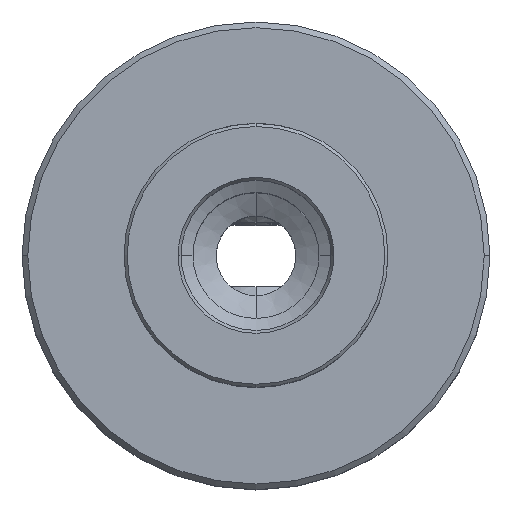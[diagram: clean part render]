
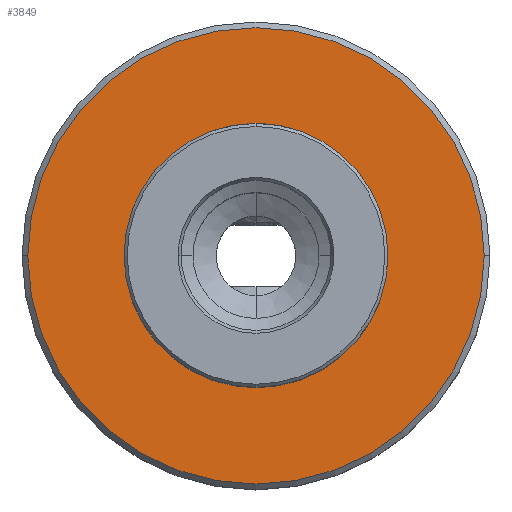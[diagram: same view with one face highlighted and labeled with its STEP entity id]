
A CAD part, top view. The second image highlights one B-rep face of the part: STEP entity #3849.
In plain terms, the highlighted planar face has unit normal (0, 0, 1).
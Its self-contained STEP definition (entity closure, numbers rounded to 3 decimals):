
#1987=EDGE_CURVE('NONE',#3355,#3293,#5382,.T.);
#2407=EDGE_CURVE('NONE',#3293,#3355,#5844,.T.);
#3077=EDGE_CURVE('NONE',#4277,#4837,#6579,.T.);
#3293=VERTEX_POINT('NONE',#6814);
#3355=VERTEX_POINT('NONE',#6882);
#3849=ADVANCED_FACE('NONE',(#7428,#7429),#7430,.F.);
#4277=VERTEX_POINT('NONE',#7917);
#4759=EDGE_CURVE('NONE',#4837,#4277,#8455,.T.);
#4837=VERTEX_POINT('NONE',#8540);
#5382=CIRCLE('',#9550,10.9);
#5844=CIRCLE('',#10892,10.9);
#6579=CIRCLE('',#12872,19.025);
#6814=CARTESIAN_POINT('',(-10.9,0.,0.0));
#6882=CARTESIAN_POINT('',(10.9,0.,0.0));
#7428=FACE_OUTER_BOUND('',#14985,.T.);
#7429=FACE_BOUND('',#14986,.T.);
#7430=PLANE('',#14987);
#7917=CARTESIAN_POINT('',(19.025,0.,0.0));
#8455=CIRCLE('',#17783,19.025);
#8540=CARTESIAN_POINT('',(-19.025,0.,0.0));
#9550=AXIS2_PLACEMENT_3D('',#18973,#18974,#18975);
#10892=AXIS2_PLACEMENT_3D('',#19389,#19390,#19391);
#12872=AXIS2_PLACEMENT_3D('',#20120,#20121,#20122);
#14985=EDGE_LOOP('',(#20956,#20957));
#14986=EDGE_LOOP('',(#20958,#20959));
#14987=AXIS2_PLACEMENT_3D('',#20960,#20961,#20962);
#17783=AXIS2_PLACEMENT_3D('',#22087,#22088,#22089);
#18973=CARTESIAN_POINT('',(0.0,0.0,0.0));
#18974=DIRECTION('',(0.0,0.0,-1.0));
#18975=DIRECTION('',(0.0,1.0,0.0));
#19389=CARTESIAN_POINT('',(0.0,0.0,0.0));
#19390=DIRECTION('',(0.0,0.0,-1.0));
#19391=DIRECTION('',(0.0,1.0,0.0));
#20120=CARTESIAN_POINT('',(0.0,0.0,0.0));
#20121=DIRECTION('',(0.0,0.0,-1.0));
#20122=DIRECTION('',(0.0,1.0,0.0));
#20956=ORIENTED_EDGE('',*,*,#4759,.F.);
#20957=ORIENTED_EDGE('',*,*,#3077,.F.);
#20958=ORIENTED_EDGE('',*,*,#1987,.T.);
#20959=ORIENTED_EDGE('',*,*,#2407,.T.);
#20960=CARTESIAN_POINT('',(0.0,0.0,0.0));
#20961=DIRECTION('',(0.0,0.0,-1.0));
#20962=DIRECTION('',(-1.0,0.0,0.0));
#22087=CARTESIAN_POINT('',(0.0,0.0,0.0));
#22088=DIRECTION('',(0.0,0.0,-1.0));
#22089=DIRECTION('',(0.0,1.0,0.0));
